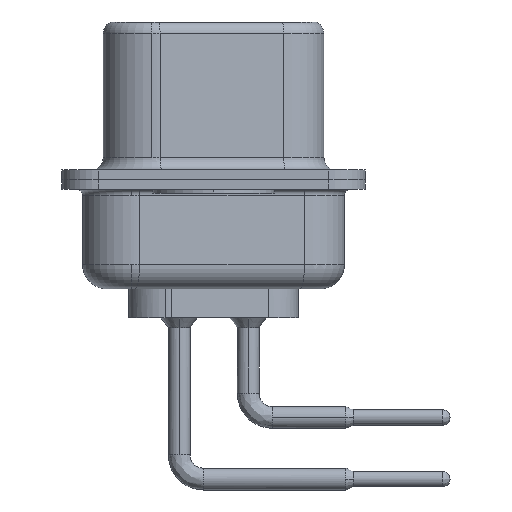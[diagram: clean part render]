
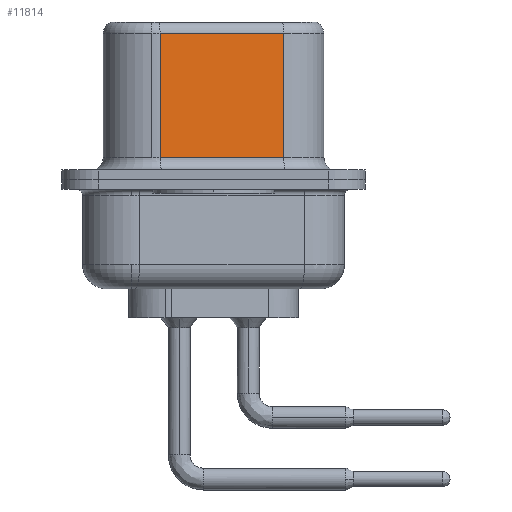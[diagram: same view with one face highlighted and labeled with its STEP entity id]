
A CAD part, left-side view. The second image highlights one B-rep face of the part: STEP entity #11814.
In plain terms, the highlighted planar face has unit normal (-0.985, -0.174, 0).
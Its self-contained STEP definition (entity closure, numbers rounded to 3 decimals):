
#743 = VERTEX_POINT ( 'NONE', #14963 ) ;
#1009 = EDGE_CURVE ( 'NONE', #743, #15930, #7133, .T. ) ;
#1151 = DIRECTION ( 'NONE',  ( -0.174, 0.985, 0. ) ) ;
#1261 = CARTESIAN_POINT ( 'NONE',  ( 4.58, -2.897, 6.52 ) ) ;
#1843 = DIRECTION ( 'NONE',  ( 0.174, -0.985, 0. ) ) ;
#2027 = EDGE_CURVE ( 'NONE', #743, #9496, #6335, .T. ) ;
#2892 = LINE ( 'NONE', #14427, #16870 ) ;
#3315 = VECTOR ( 'NONE', #1843, 1000. ) ;
#4394 = CARTESIAN_POINT ( 'NONE',  ( 3.68, 2.203, 0.9 ) ) ;
#4441 = EDGE_CURVE ( 'NONE', #9496, #7563, #2892, .T. ) ;
#4591 = DIRECTION ( 'NONE',  ( 0., 0., -1. ) ) ;
#5032 = ORIENTED_EDGE ( 'NONE', *, *, #8203, .T. ) ;
#6335 = LINE ( 'NONE', #15956, #9579 ) ;
#6526 = PLANE ( 'NONE',  #12917 ) ;
#6908 = LINE ( 'NONE', #7239, #3315 ) ;
#7133 = LINE ( 'NONE', #1261, #17511 ) ;
#7239 = CARTESIAN_POINT ( 'NONE',  ( 4.58, -2.897, 0.9 ) ) ;
#7355 = EDGE_LOOP ( 'NONE', ( #12149, #12188, #10615, #5032 ) ) ;
#7563 = VERTEX_POINT ( 'NONE', #4394 ) ;
#8203 = EDGE_CURVE ( 'NONE', #7563, #15930, #6908, .T. ) ;
#9312 = DIRECTION ( 'NONE',  ( 0.985, 0.174, 0. ) ) ;
#9496 = VERTEX_POINT ( 'NONE', #10102 ) ;
#9579 = VECTOR ( 'NONE', #15977, 1000. ) ;
#10102 = CARTESIAN_POINT ( 'NONE',  ( 3.68, 2.203, 6.02 ) ) ;
#10615 = ORIENTED_EDGE ( 'NONE', *, *, #4441, .T. ) ;
#11814 = ADVANCED_FACE ( 'NONE', ( #15513 ), #6526, .F. ) ;
#12149 = ORIENTED_EDGE ( 'NONE', *, *, #1009, .F. ) ;
#12188 = ORIENTED_EDGE ( 'NONE', *, *, #2027, .T. ) ;
#12917 = AXIS2_PLACEMENT_3D ( 'NONE', #17362, #9312, #1151 ) ;
#14427 = CARTESIAN_POINT ( 'NONE',  ( 3.68, 2.203, 6.52 ) ) ;
#14963 = CARTESIAN_POINT ( 'NONE',  ( 4.58, -2.897, 6.02 ) ) ;
#15127 = CARTESIAN_POINT ( 'NONE',  ( 4.58, -2.897, 0.9 ) ) ;
#15367 = DIRECTION ( 'NONE',  ( 0., 0., -1. ) ) ;
#15513 = FACE_OUTER_BOUND ( 'NONE', #7355, .T. ) ;
#15930 = VERTEX_POINT ( 'NONE', #15127 ) ;
#15956 = CARTESIAN_POINT ( 'NONE',  ( 4.58, -2.897, 6.02 ) ) ;
#15977 = DIRECTION ( 'NONE',  ( -0.174, 0.985, 0. ) ) ;
#16870 = VECTOR ( 'NONE', #15367, 1000. ) ;
#17362 = CARTESIAN_POINT ( 'NONE',  ( 4.58, -2.897, 6.52 ) ) ;
#17511 = VECTOR ( 'NONE', #4591, 1000. ) ;
